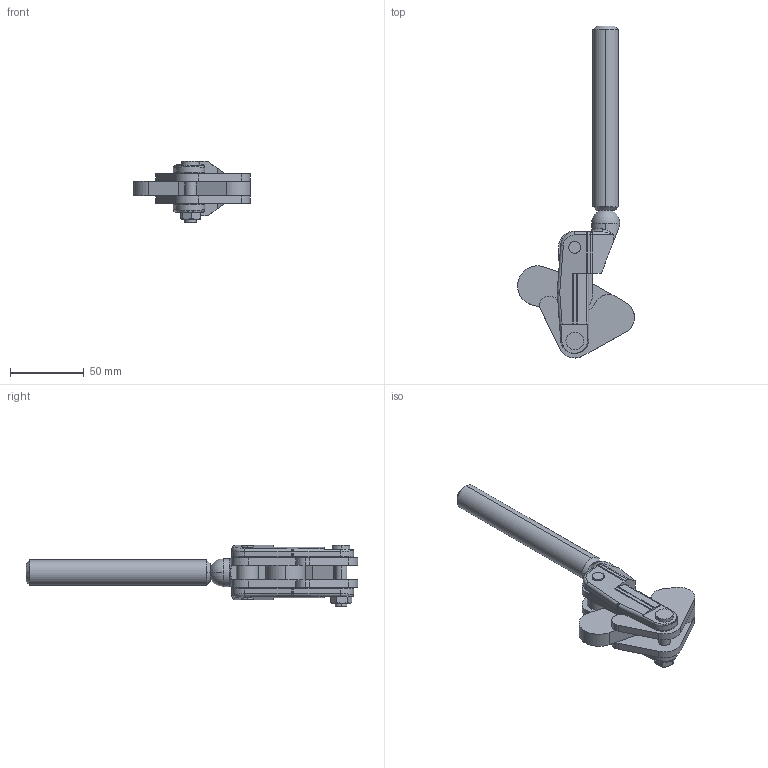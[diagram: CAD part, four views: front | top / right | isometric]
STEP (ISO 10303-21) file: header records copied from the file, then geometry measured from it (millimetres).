
FILE_DESCRIPTION (( 'STEP AP214' ), '1' );
FILE_NAME ('GH-70305(Â²¤Æ).STEP', '2020-03-06T06:30:18', ( 'LinWei' ), ( '' ), 'SwSTEP 2.0', 'SolidWorks 2016', '' );
FILE_SCHEMA (( 'AUTOMOTIVE_DESIGN' ));
Length unit declared in the file: millimetre
Products named in the file (6): 17031001-1^GH-70305(簡化); 37031008-1^GH-70305(簡化); Group4^GH-70305(簡化); Group2^GH-70305(簡化); Group1^GH-70305(簡化); GH-70305(簡化)
Assembly tree (5 placements, depth 2):
  GH-70305(簡化)
    Group1^GH-70305(簡化)
    Group2^GH-70305(簡化)
    Group4^GH-70305(簡化)
    37031008-1^GH-70305(簡化)
    17031001-1^GH-70305(簡化)
Bounding box: 79.26 x 225.21 x 41.6 mm (x, y, z)
Volume: 99367.6 mm3; surface area: 45676.2 mm2
Topology: 5 solids, 5 shells, 206 faces, 517 edges, 324 vertices
Faces by surface type: cylinder 91, plane 66, bspline 16, cone 16, torus 13, sphere 4
Entity records: 7224 total; most frequent: CARTESIAN_POINT 1809, DIRECTION 1061, ORIENTED_EDGE 1022, EDGE_CURVE 511, AXIS2_PLACEMENT_3D 422, VERTEX_POINT 324, EDGE_LOOP 233, CIRCLE 224
